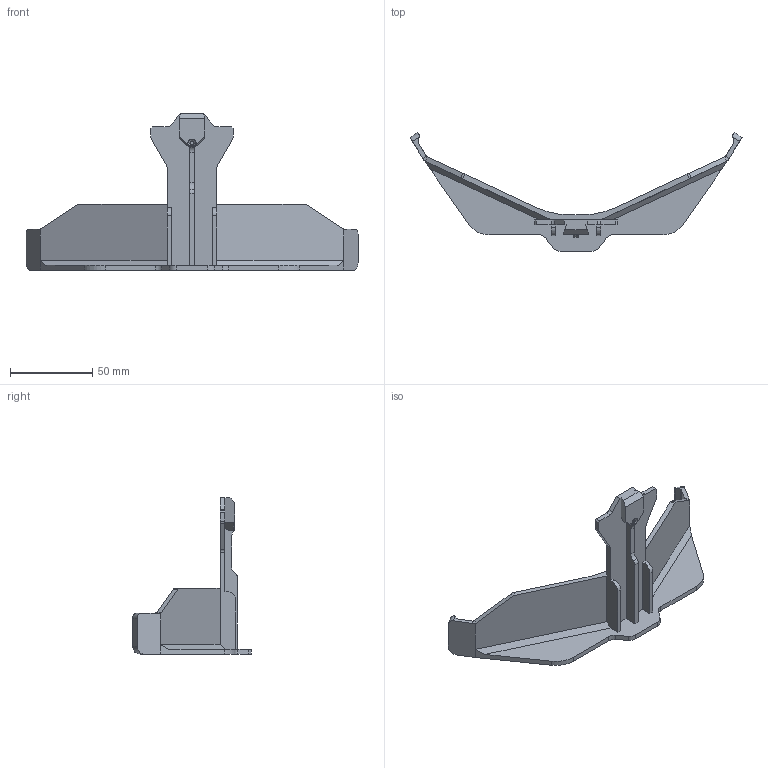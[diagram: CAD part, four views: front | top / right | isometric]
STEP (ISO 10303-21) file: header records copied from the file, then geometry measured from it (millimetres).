
FILE_DESCRIPTION( ( '' ), ' ' );
FILE_NAME( '5cafa9416e1b28179f496df8.step', '2019-04-11T20:53:22', ( '' ), ( '' ), ' ', ' ', ' ' );
FILE_SCHEMA( ( 'AUTOMOTIVE_DESIGN { 1 0 10303 214 1 1 1 1 }' ) );
Length unit declared in the file: metre
Products named in the file (1): Pusher
Bounding box: 201.45 x 72 x 95 mm (x, y, z)
Volume: 49392.6 mm3; surface area: 31391.8 mm2
Topology: 1 solids, 1 shells, 106 faces, 305 edges, 201 vertices
Faces by surface type: plane 70, cylinder 32, bspline 2, torus 2
Entity records: 4361 total; most frequent: CARTESIAN_POINT 701, ORIENTED_EDGE 604, DIRECTION 566, EDGE_CURVE 302, LINE 214, VECTOR 214, VERTEX_POINT 200, AXIS2_PLACEMENT_3D 176
